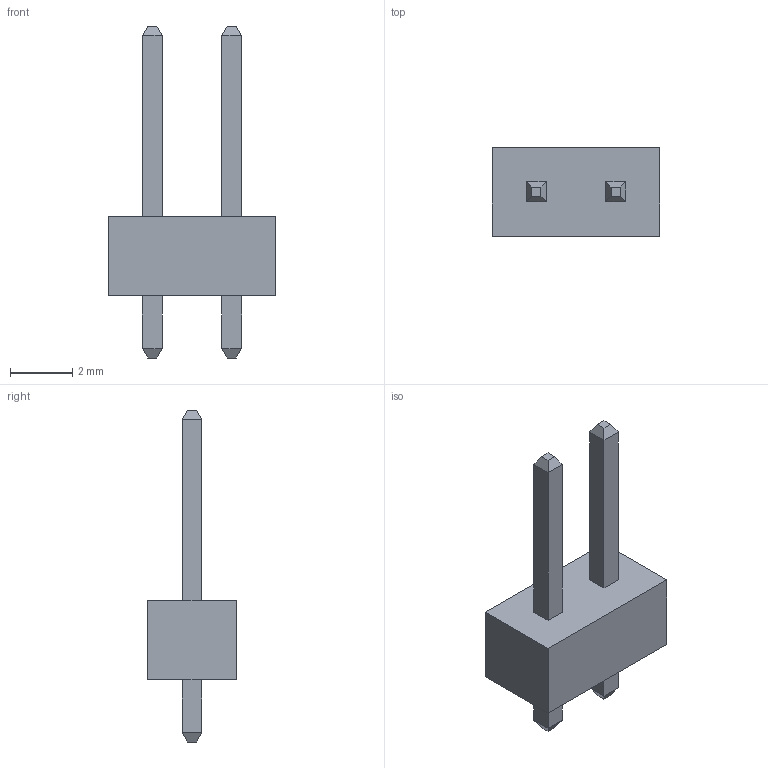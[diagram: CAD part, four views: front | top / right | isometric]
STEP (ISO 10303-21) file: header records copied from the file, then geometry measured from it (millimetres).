
FILE_DESCRIPTION (( 'STEP AP214' ), '1' );
FILE_NAME ( 'HDRV2W64P254_2X1_538X284H865.STEP', '2022-06-18T21:59:53', ( '' ), ( '' ), '', '©2017 PCB Libraries, Inc.', '' );
FILE_SCHEMA (( 'AUTOMOTIVE_DESIGN' ));
Length unit declared in the file: millimetre
Products named in the file (1): HDRV2W64P254_2X1_538X284H865
Bounding box: 5.38 x 2.84 x 10.65 mm (x, y, z)
Volume: 45.2 mm3; surface area: 115.3 mm2
Topology: 5 solids, 5 shells, 46 faces, 92 edges, 56 vertices
Faces by surface type: plane 46
Entity records: 1343 total; most frequent: CARTESIAN_POINT 195, DIRECTION 186, ORIENTED_EDGE 184, VECTOR 92, LINE 92, EDGE_CURVE 92, VERTEX_POINT 56, STYLED_ITEM 52
